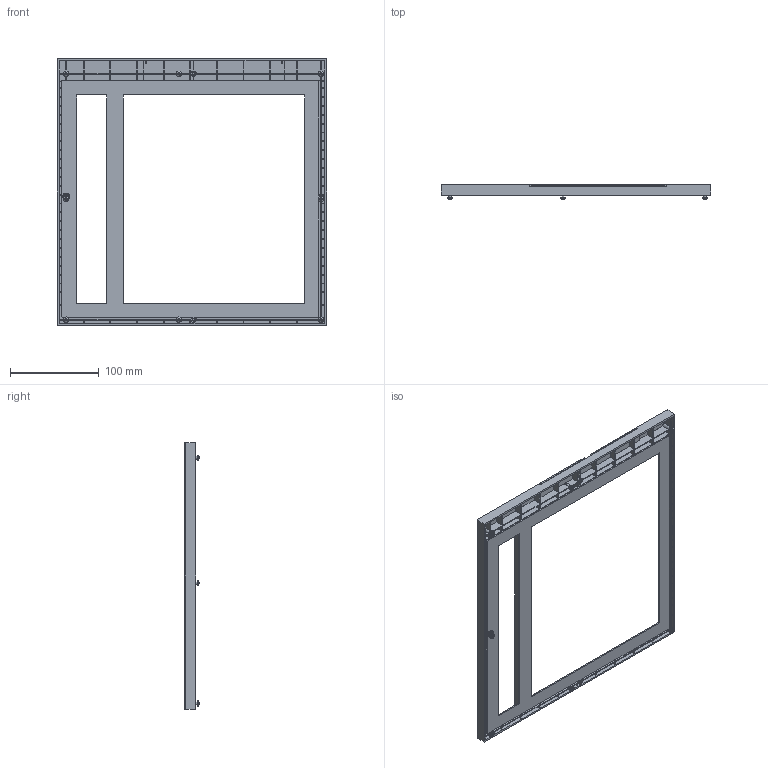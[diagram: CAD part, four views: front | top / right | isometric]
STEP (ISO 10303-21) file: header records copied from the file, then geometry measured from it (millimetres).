
FILE_DESCRIPTION((''),'2;1');
FILE_NAME('1SDH002065A1584_IGES','2020-09-22T15:14:23',('ITMADEL7'),(''),'CREO PARAMETRIC BY PTC INC, 2019030','CREO PARAMETRIC BY PTC INC, 2019030','');
FILE_SCHEMA(('AUTOMOTIVE_DESIGN { 1 0 10303 214 1 1 1 1 }'));
Length unit declared in the file: millimetre
Products named in the file (1): 1SDH002065A1584_IGES
Bounding box: 303.5 x 16.11 x 300.5 mm (x, y, z)
Volume: 182142.4 mm3; surface area: 164576.7 mm2
Topology: 1 solids, 17 shells, 1050 faces, 2907 edges, 1926 vertices
Faces by surface type: plane 854, cylinder 167, bspline 20, torus 9
Entity records: 43455 total; most frequent: CARTESIAN_POINT 8557, ORIENTED_EDGE 5806, DIRECTION 5204, EDGE_CURVE 2903, VECTOR 2384, LINE 2384, VERTEX_POINT 1926, AXIS2_PLACEMENT_3D 1410
